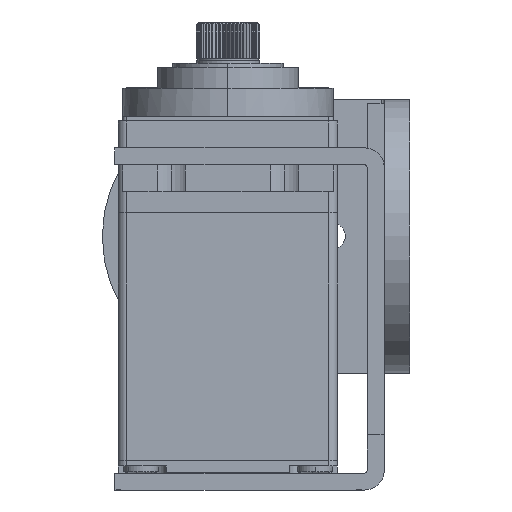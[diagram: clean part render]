
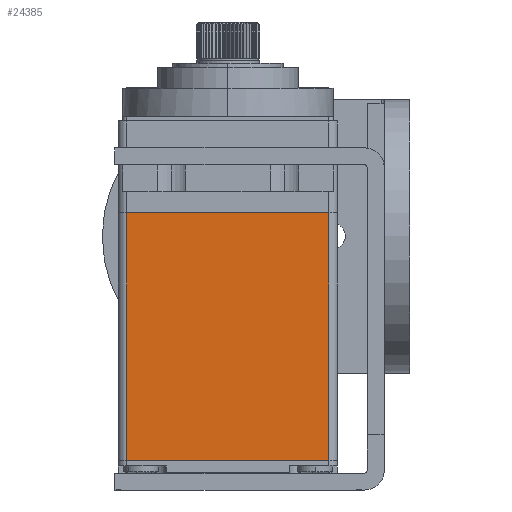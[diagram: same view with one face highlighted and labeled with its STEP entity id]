
A CAD part, left-side view. The second image highlights one B-rep face of the part: STEP entity #24385.
In plain terms, the highlighted face is planar.
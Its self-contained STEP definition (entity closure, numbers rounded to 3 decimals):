
#1589 = VECTOR ( 'NONE', #10083, 1000. ) ;
#2434 = LINE ( 'NONE', #20532, #1589 ) ;
#3602 = CARTESIAN_POINT ( 'NONE',  ( 19.368, 1.191, 9.08 ) ) ;
#6094 = CARTESIAN_POINT ( 'NONE',  ( 19.368, 1.191, -9.08 ) ) ;
#6424 = VECTOR ( 'NONE', #29409, 1000. ) ;
#7725 = DIRECTION ( 'NONE',  ( 0., 0., 1. ) ) ;
#8188 = EDGE_LOOP ( 'NONE', ( #20981, #28598, #28826, #17877 ) ) ;
#9711 = LINE ( 'NONE', #30574, #22915 ) ;
#9811 = EDGE_CURVE ( 'NONE', #21387, #31060, #9711, .T. ) ;
#10083 = DIRECTION ( 'NONE',  ( 0., 0., 1. ) ) ;
#10985 = EDGE_CURVE ( 'NONE', #21387, #29493, #20331, .T. ) ;
#15398 = EDGE_CURVE ( 'NONE', #15671, #31060, #2434, .T. ) ;
#15671 = VERTEX_POINT ( 'NONE', #24244 ) ;
#17877 = ORIENTED_EDGE ( 'NONE', *, *, #10985, .F. ) ;
#18729 = CARTESIAN_POINT ( 'NONE',  ( 19.368, 1.191, -9.08 ) ) ;
#20269 = AXIS2_PLACEMENT_3D ( 'NONE', #20864, #23548, #7725 ) ;
#20331 = LINE ( 'NONE', #6094, #26563 ) ;
#20532 = CARTESIAN_POINT ( 'NONE',  ( 19.368, -21.034, -9.08 ) ) ;
#20864 = CARTESIAN_POINT ( 'NONE',  ( 19.368, 1.191, -9.08 ) ) ;
#20981 = ORIENTED_EDGE ( 'NONE', *, *, #9811, .T. ) ;
#21387 = VERTEX_POINT ( 'NONE', #3602 ) ;
#22915 = VECTOR ( 'NONE', #33205, 1000. ) ;
#23548 = DIRECTION ( 'NONE',  ( -1., 0., 0. ) ) ;
#24244 = CARTESIAN_POINT ( 'NONE',  ( 19.368, -21.034, -9.08 ) ) ;
#24385 = ADVANCED_FACE ( 'NONE', ( #31178 ), #34030, .F. ) ;
#24963 = EDGE_CURVE ( 'NONE', #29493, #15671, #26650, .T. ) ;
#26563 = VECTOR ( 'NONE', #32399, 1000. ) ;
#26650 = LINE ( 'NONE', #18729, #6424 ) ;
#28598 = ORIENTED_EDGE ( 'NONE', *, *, #15398, .F. ) ;
#28826 = ORIENTED_EDGE ( 'NONE', *, *, #24963, .F. ) ;
#29409 = DIRECTION ( 'NONE',  ( 0., -1., 0. ) ) ;
#29493 = VERTEX_POINT ( 'NONE', #34223 ) ;
#30574 = CARTESIAN_POINT ( 'NONE',  ( 19.368, 1.191, 9.08 ) ) ;
#30657 = CARTESIAN_POINT ( 'NONE',  ( 19.368, -21.034, 9.08 ) ) ;
#31060 = VERTEX_POINT ( 'NONE', #30657 ) ;
#31178 = FACE_OUTER_BOUND ( 'NONE', #8188, .T. ) ;
#32399 = DIRECTION ( 'NONE',  ( 0., 0., -1. ) ) ;
#33205 = DIRECTION ( 'NONE',  ( 0., -1., 0. ) ) ;
#34030 = PLANE ( 'NONE',  #20269 ) ;
#34223 = CARTESIAN_POINT ( 'NONE',  ( 19.368, 1.191, -9.08 ) ) ;
